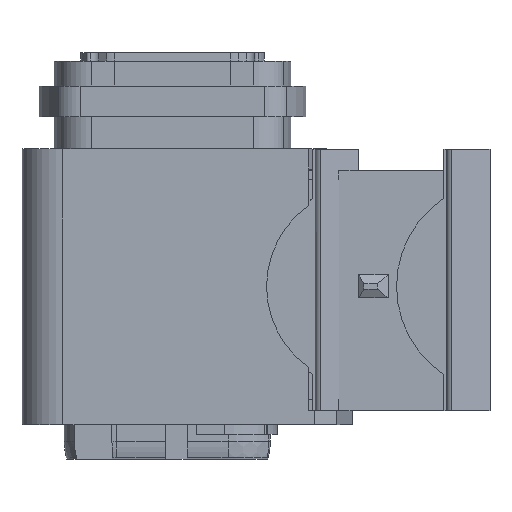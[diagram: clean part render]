
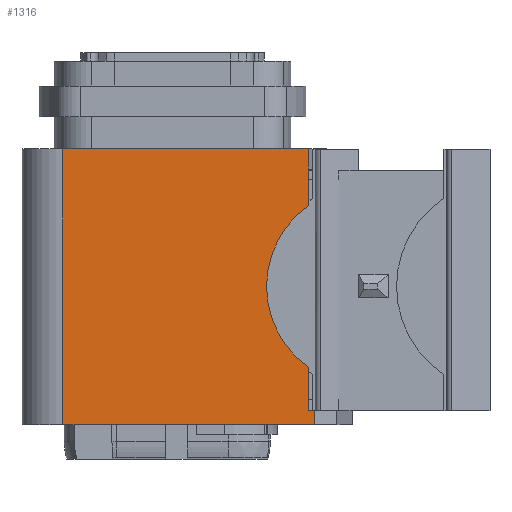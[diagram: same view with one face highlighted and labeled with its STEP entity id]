
A CAD part, left-side view. The second image highlights one B-rep face of the part: STEP entity #1316.
In plain terms, the highlighted planar face has unit normal (-1, 0, 0).
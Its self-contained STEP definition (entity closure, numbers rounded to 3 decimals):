
#617=PLANE('',#13925);
#1316=ADVANCED_FACE('',(#2104),#617,.F.);
#2104=FACE_OUTER_BOUND('',#2812,.T.);
#2812=EDGE_LOOP('',(#6479,#6480,#6481,#6482,#6483,#6484,#6485,#6486));
#3195=CIRCLE('',#13908,7.7);
#6479=ORIENTED_EDGE('',*,*,#9912,.T.);
#6480=ORIENTED_EDGE('',*,*,#9906,.T.);
#6481=ORIENTED_EDGE('',*,*,#9748,.T.);
#6482=ORIENTED_EDGE('',*,*,#9916,.F.);
#6483=ORIENTED_EDGE('',*,*,#9708,.F.);
#6484=ORIENTED_EDGE('',*,*,#9886,.F.);
#6485=ORIENTED_EDGE('',*,*,#9901,.F.);
#6486=ORIENTED_EDGE('',*,*,#9903,.T.);
#8016=VERTEX_POINT('',#20922);
#8017=VERTEX_POINT('',#20923);
#8044=VERTEX_POINT('',#21001);
#8045=VERTEX_POINT('',#21002);
#8120=VERTEX_POINT('',#21269);
#8123=VERTEX_POINT('',#21294);
#8124=VERTEX_POINT('',#21298);
#8125=VERTEX_POINT('',#21306);
#9708=EDGE_CURVE('',#8016,#8017,#11263,.T.);
#9748=EDGE_CURVE('',#8044,#8045,#11303,.T.);
#9886=EDGE_CURVE('',#8120,#8016,#11428,.T.);
#9901=EDGE_CURVE('',#8123,#8120,#11442,.T.);
#9903=EDGE_CURVE('',#8123,#8124,#3195,.T.);
#9906=EDGE_CURVE('',#8125,#8044,#11446,.T.);
#9912=EDGE_CURVE('',#8124,#8125,#11450,.T.);
#9916=EDGE_CURVE('',#8017,#8045,#11454,.T.);
#11263=LINE('',#20921,#12732);
#11303=LINE('',#21000,#12772);
#11428=LINE('',#21270,#12897);
#11442=LINE('',#21295,#12911);
#11446=LINE('',#21305,#12915);
#11450=LINE('',#21313,#12919);
#11454=LINE('',#21327,#12923);
#12732=VECTOR('',#16698,1.);
#12772=VECTOR('',#16760,1.);
#12897=VECTOR('',#17021,1.);
#12911=VECTOR('',#17051,1.);
#12915=VECTOR('',#17065,1.);
#12919=VECTOR('',#17075,1.);
#12923=VECTOR('',#17099,1.);
#13908=AXIS2_PLACEMENT_3D('',#21299,#17055,#17056);
#13925=AXIS2_PLACEMENT_3D('',#21328,#17100,#17101);
#16698=DIRECTION('',(0.,0.,-1.));
#16760=DIRECTION('',(0.,0.,-1.));
#17021=DIRECTION('',(0.,-1.,0.));
#17051=DIRECTION('',(0.,0.,-1.));
#17055=DIRECTION('',(1.,0.,0.));
#17056=DIRECTION('',(0.,0.,-1.));
#17065=DIRECTION('',(0.,1.,0.));
#17075=DIRECTION('',(0.,0.,1.));
#17099=DIRECTION('',(0.,1.,0.));
#17100=DIRECTION('',(1.,0.,0.));
#17101=DIRECTION('',(0.,0.,1.));
#20921=CARTESIAN_POINT('',(-9.45,-11.1,21.05));
#20922=CARTESIAN_POINT('',(-9.45,-11.1,0.6));
#20923=CARTESIAN_POINT('',(-9.45,-11.1,-0.5));
#21000=CARTESIAN_POINT('',(-9.45,8.55,21.05));
#21001=CARTESIAN_POINT('',(-9.45,8.55,21.05));
#21002=CARTESIAN_POINT('',(-9.45,8.55,-0.5));
#21269=CARTESIAN_POINT('',(-9.45,-10.65,0.6));
#21270=CARTESIAN_POINT('',(-9.45,-11.85,0.6));
#21294=CARTESIAN_POINT('',(-9.45,-10.65,3.981));
#21295=CARTESIAN_POINT('',(-9.45,-10.65,21.05));
#21298=CARTESIAN_POINT('',(-9.45,-10.65,16.619));
#21299=CARTESIAN_POINT('',(-9.45,-15.05,10.3));
#21305=CARTESIAN_POINT('',(-9.45,-0.05,21.05));
#21306=CARTESIAN_POINT('',(-9.45,-10.65,21.05));
#21313=CARTESIAN_POINT('',(-9.45,-10.65,21.05));
#21327=CARTESIAN_POINT('',(-9.45,11.75,-0.5));
#21328=CARTESIAN_POINT('',(-9.45,2.847,17.865));
